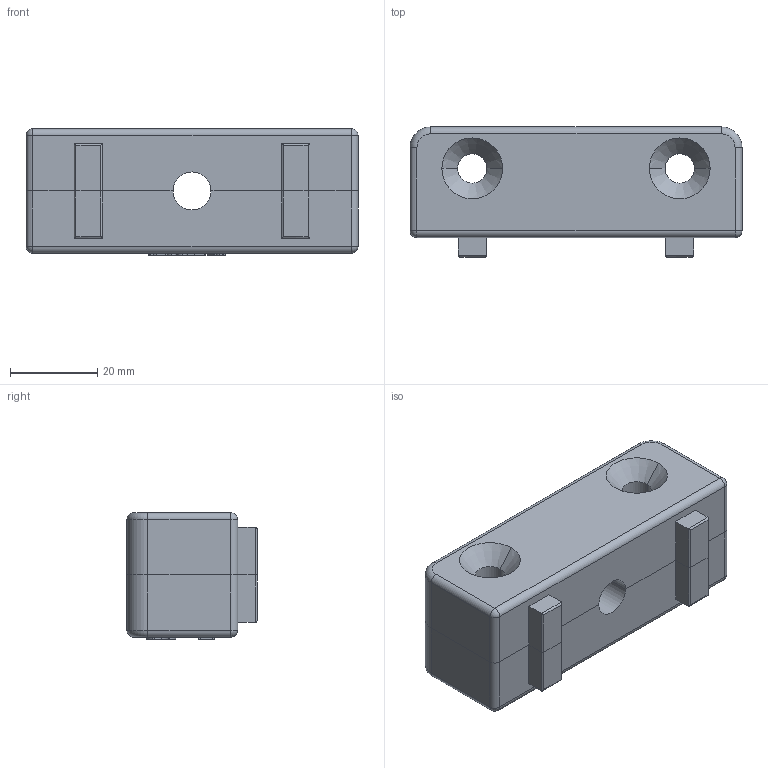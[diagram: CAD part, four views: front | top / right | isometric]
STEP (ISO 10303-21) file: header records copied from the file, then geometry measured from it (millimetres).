
FILE_DESCRIPTION (( 'STEP AP203' ), '1' );
FILE_NAME ('3021.STEP', '2010-08-20T13:24:33', ( '' ), ( '' ), 'SwSTEP 2.0', 'SolidWorks 2010', '' );
FILE_SCHEMA (( 'CONFIG_CONTROL_DESIGN' ));
Length unit declared in the file: inch
Products named in the file (1): 3021
Bounding box: 76.2 x 29.84 x 29.08 mm (x, y, z)
Volume: 46711.3 mm3; surface area: 14958.2 mm2
Topology: 2 solids, 2 shells, 212 faces, 550 edges, 352 vertices
Faces by surface type: plane 104, bspline 50, cylinder 42, cone 8, sphere 4, torus 4
Entity records: 11155 total; most frequent: CARTESIAN_POINT 6205, ORIENTED_EDGE 1092, DIRECTION 844, EDGE_CURVE 546, VECTOR 358, LINE 358, VERTEX_POINT 352, AXIS2_PLACEMENT_3D 243
